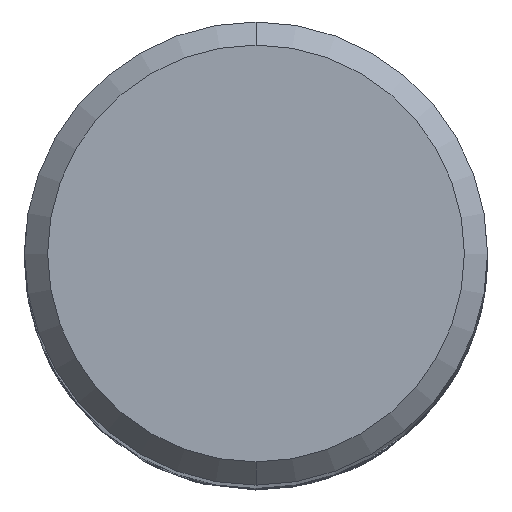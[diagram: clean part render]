
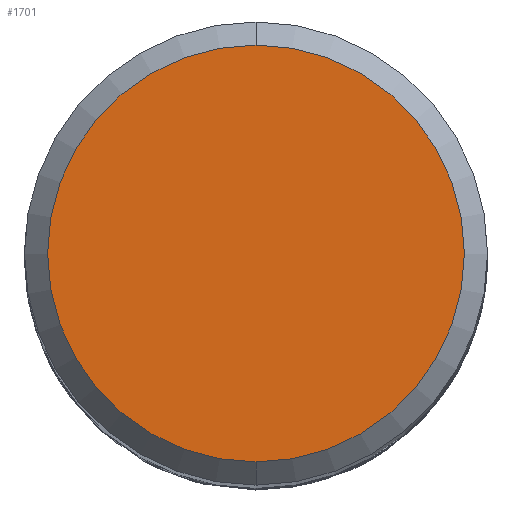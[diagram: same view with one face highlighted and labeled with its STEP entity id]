
A CAD part, top view. The second image highlights one B-rep face of the part: STEP entity #1701.
In plain terms, the highlighted planar face has unit normal (0, 0, 1).
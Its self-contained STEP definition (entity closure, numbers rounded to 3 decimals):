
#1131=EDGE_CURVE('',#1327,#1509,#2332,.T.);
#1327=VERTEX_POINT('',#2550);
#1509=VERTEX_POINT('',#2742);
#1701=ADVANCED_FACE('',(#2952),#2953,.T.);
#1719=EDGE_CURVE('',#1509,#1327,#2973,.T.);
#2332=CIRCLE('',#10145,5.4);
#2550=CARTESIAN_POINT('',(0.,-5.4,0.0));
#2742=CARTESIAN_POINT('',(0.0,5.4,0.0));
#2952=FACE_OUTER_BOUND('',#16388,.T.);
#2953=PLANE('',#16389);
#2973=CIRCLE('',#17158,5.4);
#10145=AXIS2_PLACEMENT_3D('',#17837,#17838,#17839);
#16388=EDGE_LOOP('',(#18428,#18429));
#16389=AXIS2_PLACEMENT_3D('',#18430,#18431,#18432);
#17158=AXIS2_PLACEMENT_3D('',#18452,#18453,#18454);
#17837=CARTESIAN_POINT('',(0.0,0.0,0.0));
#17838=DIRECTION('',(0.0,0.0,-1.0));
#17839=DIRECTION('',(0.0,1.0,0.0));
#18428=ORIENTED_EDGE('',*,*,#1719,.F.);
#18429=ORIENTED_EDGE('',*,*,#1131,.F.);
#18430=CARTESIAN_POINT('',(0.0,2.7,0.0));
#18431=DIRECTION('',(-0.0,0.0,1.0));
#18432=DIRECTION('',(0.0,-1.0,0.0));
#18452=CARTESIAN_POINT('',(0.0,0.0,0.0));
#18453=DIRECTION('',(0.0,0.0,-1.0));
#18454=DIRECTION('',(0.0,1.0,0.0));
